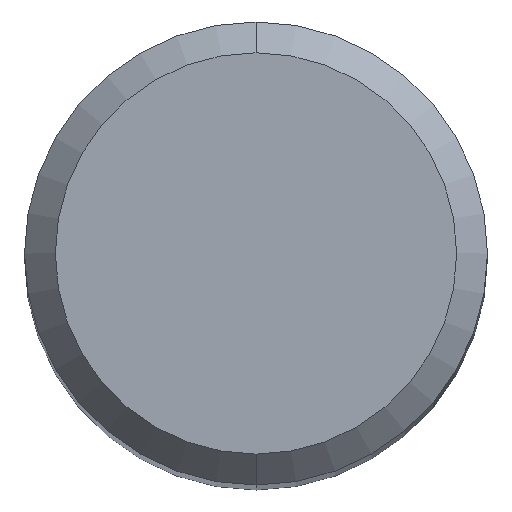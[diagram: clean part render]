
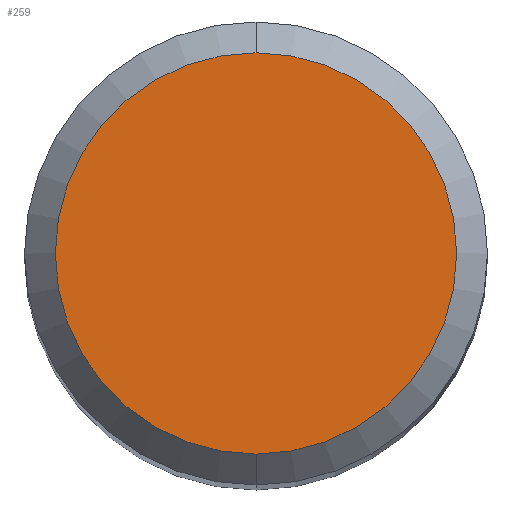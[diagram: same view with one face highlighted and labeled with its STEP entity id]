
A CAD part, top view. The second image highlights one B-rep face of the part: STEP entity #259.
In plain terms, the highlighted planar face has unit normal (0, 0, 1).
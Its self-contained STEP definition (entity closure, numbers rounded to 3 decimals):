
#241=EDGE_CURVE('',#327,#325,#558,.T.);
#259=ADVANCED_FACE('',(#577),#578,.T.);
#325=VERTEX_POINT('',#649);
#327=VERTEX_POINT('',#651);
#423=EDGE_CURVE('',#325,#327,#757,.T.);
#558=CIRCLE('',#911,2.6);
#577=FACE_OUTER_BOUND('',#974,.T.);
#578=PLANE('',#975);
#649=CARTESIAN_POINT('',(0.,-2.6,0.0));
#651=CARTESIAN_POINT('',(0.0,2.6,0.0));
#757=CIRCLE('',#1363,2.6);
#911=AXIS2_PLACEMENT_3D('',#1548,#1549,#1550);
#974=EDGE_LOOP('',(#1572,#1573));
#975=AXIS2_PLACEMENT_3D('',#1574,#1575,#1576);
#1363=AXIS2_PLACEMENT_3D('',#1757,#1758,#1759);
#1548=CARTESIAN_POINT('',(0.0,0.0,0.0));
#1549=DIRECTION('',(0.0,0.0,-1.0));
#1550=DIRECTION('',(0.0,1.0,0.0));
#1572=ORIENTED_EDGE('',*,*,#241,.F.);
#1573=ORIENTED_EDGE('',*,*,#423,.F.);
#1574=CARTESIAN_POINT('',(0.0,1.3,0.0));
#1575=DIRECTION('',(-0.0,0.0,1.0));
#1576=DIRECTION('',(0.0,-1.0,0.0));
#1757=CARTESIAN_POINT('',(0.0,0.0,0.0));
#1758=DIRECTION('',(0.0,0.0,-1.0));
#1759=DIRECTION('',(0.0,1.0,0.0));
